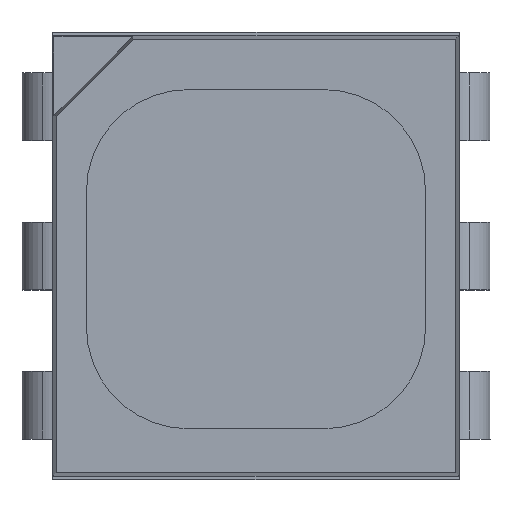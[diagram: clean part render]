
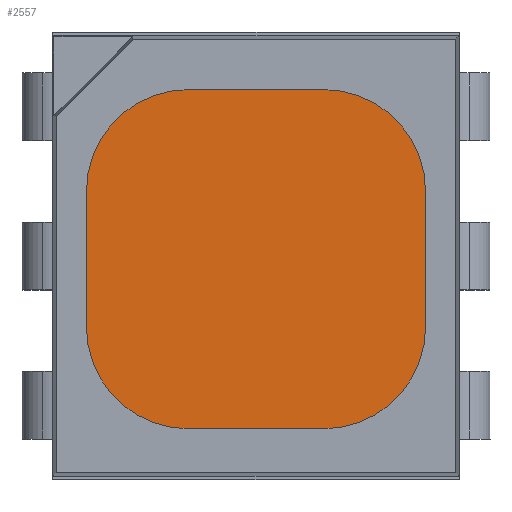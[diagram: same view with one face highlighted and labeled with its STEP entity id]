
A CAD part, top view. The second image highlights one B-rep face of the part: STEP entity #2557.
In plain terms, the highlighted planar face has unit normal (0, 0, 1).
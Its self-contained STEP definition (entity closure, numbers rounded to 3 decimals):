
#88=CIRCLE('',#2740,0.75);
#89=CIRCLE('',#2743,0.75);
#90=CIRCLE('',#2746,0.75);
#91=CIRCLE('',#2749,0.75);
#408=LINE('',#4313,#697);
#411=LINE('',#4321,#700);
#414=LINE('',#4329,#703);
#416=LINE('',#4335,#705);
#697=VECTOR('',#3374,1000.);
#700=VECTOR('',#3383,1000.);
#703=VECTOR('',#3392,1000.);
#705=VECTOR('',#3400,1000.);
#826=FACE_OUTER_BOUND('',#949,.T.);
#949=EDGE_LOOP('',(#2351,#2352,#2353,#2354,#2355,#2356,#2357,#2358));
#1214=VERTEX_POINT('',#4305);
#1215=VERTEX_POINT('',#4307);
#1216=VERTEX_POINT('',#4311);
#1217=VERTEX_POINT('',#4315);
#1218=VERTEX_POINT('',#4319);
#1219=VERTEX_POINT('',#4323);
#1220=VERTEX_POINT('',#4327);
#1221=VERTEX_POINT('',#4331);
#1587=EDGE_CURVE('',#1214,#1215,#88,.T.);
#1589=EDGE_CURVE('',#1215,#1216,#408,.T.);
#1591=EDGE_CURVE('',#1216,#1217,#89,.T.);
#1593=EDGE_CURVE('',#1217,#1218,#411,.T.);
#1595=EDGE_CURVE('',#1218,#1219,#90,.T.);
#1597=EDGE_CURVE('',#1219,#1220,#414,.T.);
#1599=EDGE_CURVE('',#1220,#1221,#91,.T.);
#1600=EDGE_CURVE('',#1221,#1214,#416,.T.);
#2351=ORIENTED_EDGE('',*,*,#1599,.T.);
#2352=ORIENTED_EDGE('',*,*,#1600,.T.);
#2353=ORIENTED_EDGE('',*,*,#1587,.T.);
#2354=ORIENTED_EDGE('',*,*,#1589,.T.);
#2355=ORIENTED_EDGE('',*,*,#1591,.T.);
#2356=ORIENTED_EDGE('',*,*,#1593,.T.);
#2357=ORIENTED_EDGE('',*,*,#1595,.T.);
#2358=ORIENTED_EDGE('',*,*,#1597,.T.);
#2436=PLANE('',#2751);
#2557=ADVANCED_FACE('',(#826),#2436,.T.);
#2740=AXIS2_PLACEMENT_3D('',#4309,#3369,#3370);
#2743=AXIS2_PLACEMENT_3D('',#4317,#3378,#3379);
#2746=AXIS2_PLACEMENT_3D('',#4325,#3387,#3388);
#2749=AXIS2_PLACEMENT_3D('',#4333,#3396,#3397);
#2751=AXIS2_PLACEMENT_3D('',#4336,#3401,#3402);
#3369=DIRECTION('center_axis',(0.,0.,
1.));
#3370=DIRECTION('ref_axis',(-1.,0.,0.));
#3374=DIRECTION('',(0.,-1.,0.));
#3378=DIRECTION('center_axis',(0.,0.,
1.));
#3379=DIRECTION('ref_axis',(-1.,0.,0.));
#3383=DIRECTION('',(1.,0.,0.));
#3387=DIRECTION('center_axis',(0.,0.,
1.));
#3388=DIRECTION('ref_axis',(-1.,0.,0.));
#3392=DIRECTION('',(0.,1.,0.));
#3396=DIRECTION('center_axis',(0.,0.,
1.));
#3397=DIRECTION('ref_axis',(0.,1.,0.));
#3400=DIRECTION('',(-1.,0.,0.));
#3401=DIRECTION('center_axis',(0.,0.,
1.));
#3402=DIRECTION('ref_axis',(-1.,0.,0.));
#4305=CARTESIAN_POINT('',(-0.5,1.225,1.811));
#4307=CARTESIAN_POINT('',(-1.25,0.475,1.811));
#4309=CARTESIAN_POINT('Origin',(-0.5,0.475,1.811));
#4311=CARTESIAN_POINT('',(-1.25,-0.525,1.811));
#4313=CARTESIAN_POINT('',(-1.25,-0.025,1.811));
#4315=CARTESIAN_POINT('',(-0.5,-1.275,1.811));
#4317=CARTESIAN_POINT('Origin',(-0.5,-0.525,1.811));
#4319=CARTESIAN_POINT('',(0.5,-1.275,1.811));
#4321=CARTESIAN_POINT('',(0.,-1.275,1.811));
#4323=CARTESIAN_POINT('',(1.25,-0.525,1.811));
#4325=CARTESIAN_POINT('Origin',(0.5,-0.525,1.811));
#4327=CARTESIAN_POINT('',(1.25,0.475,1.811));
#4329=CARTESIAN_POINT('',(1.25,-0.025,1.811));
#4331=CARTESIAN_POINT('',(0.5,1.225,1.811));
#4333=CARTESIAN_POINT('Origin',(0.5,0.475,1.811));
#4335=CARTESIAN_POINT('',(0.,1.225,1.811));
#4336=CARTESIAN_POINT('Origin',(1.25,1.225,1.811));
